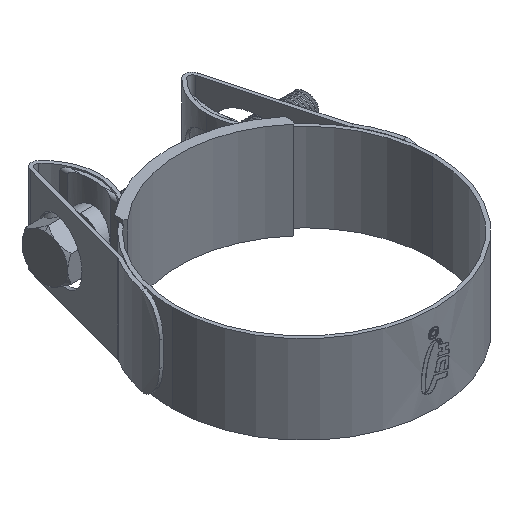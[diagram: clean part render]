
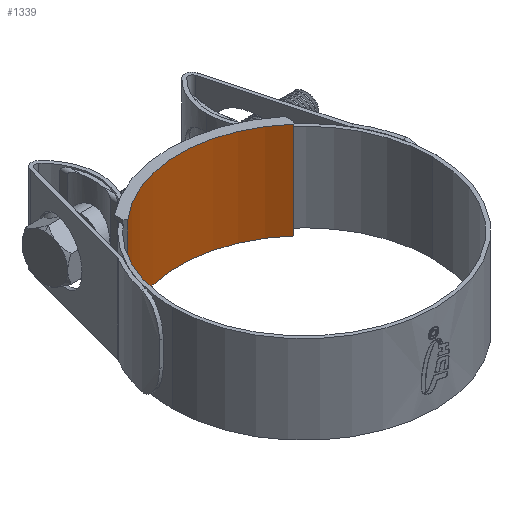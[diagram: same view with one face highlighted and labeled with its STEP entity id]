
A CAD part, isometric view. The second image highlights one B-rep face of the part: STEP entity #1339.
In plain terms, the highlighted cylindrical face has radius 35.5 mm (diameter 71 mm), a partial arc.
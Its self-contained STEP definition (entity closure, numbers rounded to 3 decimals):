
#185 = VERTEX_POINT ( 'NONE', #12165 ) ;
#1339 = ADVANCED_FACE ( 'NONE', ( #6888 ), #4397, .F. ) ;
#3523 = VERTEX_POINT ( 'NONE', #6895 ) ;
#4397 = CYLINDRICAL_SURFACE ( 'NONE', #10240, 35.5 ) ;
#5765 = DIRECTION ( 'NONE',  ( 0., 0., 1. ) ) ;
#6267 = CARTESIAN_POINT ( 'NONE',  ( 0., 0., -13.75 ) ) ;
#6888 = FACE_OUTER_BOUND ( 'NONE', #19043, .T. ) ;
#6895 = CARTESIAN_POINT ( 'NONE',  ( 23.563, 26.552, 13.75 ) ) ;
#6984 = CIRCLE ( 'NONE', #11920, 35.5 ) ;
#7587 = LINE ( 'NONE', #13740, #13576 ) ;
#8081 = LINE ( 'NONE', #26216, #9152 ) ;
#9152 = VECTOR ( 'NONE', #5765, 1000. ) ;
#9369 = DIRECTION ( 'NONE',  ( 1., 0., 0. ) ) ;
#10240 = AXIS2_PLACEMENT_3D ( 'NONE', #30403, #15541, #21223 ) ;
#11384 = DIRECTION ( 'NONE',  ( 0., 0., -1. ) ) ;
#11920 = AXIS2_PLACEMENT_3D ( 'NONE', #6267, #24047, #9369 ) ;
#12165 = CARTESIAN_POINT ( 'NONE',  ( -23.563, 26.552, -13.75 ) ) ;
#13545 = DIRECTION ( 'NONE',  ( 0., 0., 1. ) ) ;
#13576 = VECTOR ( 'NONE', #13545, 1000. ) ;
#13740 = CARTESIAN_POINT ( 'NONE',  ( -23.563, 26.552, 12.75 ) ) ;
#14852 = EDGE_CURVE ( 'NONE', #28057, #185, #6984, .T. ) ;
#15541 = DIRECTION ( 'NONE',  ( 0., 0., 1. ) ) ;
#18465 = ORIENTED_EDGE ( 'NONE', *, *, #31477, .F. ) ;
#19033 = CIRCLE ( 'NONE', #35450, 35.5 ) ;
#19043 = EDGE_LOOP ( 'NONE', ( #32091, #18465, #37048, #22985 ) ) ;
#21223 = DIRECTION ( 'NONE',  ( 1., 0., 0. ) ) ;
#22985 = ORIENTED_EDGE ( 'NONE', *, *, #28178, .T. ) ;
#23162 = DIRECTION ( 'NONE',  ( 1., 0., 0. ) ) ;
#24047 = DIRECTION ( 'NONE',  ( 0., 0., 1. ) ) ;
#25494 = VERTEX_POINT ( 'NONE', #32830 ) ;
#25853 = CARTESIAN_POINT ( 'NONE',  ( 0., 0., 13.75 ) ) ;
#26216 = CARTESIAN_POINT ( 'NONE',  ( 23.563, 26.552, 12.75 ) ) ;
#28057 = VERTEX_POINT ( 'NONE', #37690 ) ;
#28178 = EDGE_CURVE ( 'NONE', #28057, #3523, #8081, .T. ) ;
#30403 = CARTESIAN_POINT ( 'NONE',  ( 0., 0., 12.75 ) ) ;
#30546 = EDGE_CURVE ( 'NONE', #25494, #3523, #19033, .T. ) ;
#31477 = EDGE_CURVE ( 'NONE', #185, #25494, #7587, .T. ) ;
#32091 = ORIENTED_EDGE ( 'NONE', *, *, #30546, .F. ) ;
#32830 = CARTESIAN_POINT ( 'NONE',  ( -23.563, 26.552, 13.75 ) ) ;
#35450 = AXIS2_PLACEMENT_3D ( 'NONE', #25853, #11384, #23162 ) ;
#37048 = ORIENTED_EDGE ( 'NONE', *, *, #14852, .F. ) ;
#37690 = CARTESIAN_POINT ( 'NONE',  ( 23.563, 26.552, -13.75 ) ) ;
